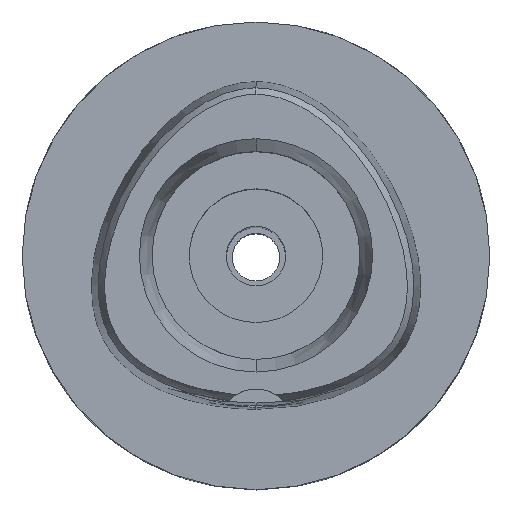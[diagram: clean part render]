
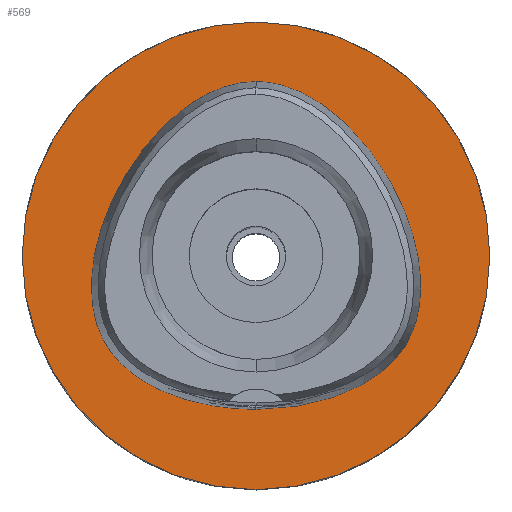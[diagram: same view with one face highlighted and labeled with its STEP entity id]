
A CAD part, top view. The second image highlights one B-rep face of the part: STEP entity #569.
In plain terms, the highlighted planar face has unit normal (0, 0, 1).
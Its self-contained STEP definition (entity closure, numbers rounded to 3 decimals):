
#31 = CARTESIAN_POINT ( 'NONE',  ( 0., 0., 0. ) ) ;
#133 = CARTESIAN_POINT ( 'NONE',  ( -20.35, -11.749, 0. ) ) ;
#151 = EDGE_LOOP ( 'NONE', ( #4379, #2025 ) ) ;
#155 = CARTESIAN_POINT ( 'NONE',  ( -5.098, 22.526, 0. ) ) ;
#289 = CIRCLE ( 'NONE', #5418, 31.5 ) ;
#359 = CARTESIAN_POINT ( 'NONE',  ( 21.555, -8.996, 0. ) ) ;
#416 = EDGE_LOOP ( 'NONE', ( #587, #1554 ) ) ;
#439 = CARTESIAN_POINT ( 'NONE',  ( 0., 23.475, 0. ) ) ;
#460 = B_SPLINE_CURVE_WITH_KNOTS ( 'NONE', 3,
 ( #1648, #871, #4244, #2600, #1301, #3829, #5513, #4275, #5568, #2151, #359, #3012, #4196, #3877, #765, #2929, #5089, #5545, #791, #4716, #3423, #1748, #439 ),
 .UNSPECIFIED., .F., .F.,
 ( 4, 1, 1, 1, 1, 1, 1, 1, 1, 1, 1, 1, 1, 1, 1, 1, 1, 1, 1, 1, 4 ),
 ( 0., 0.083, 0.167, 0.208, 0.25, 0.292, 0.312, 0.333, 0.354, 0.375, 0.417, 0.458, 0.5, 0.583, 0.667, 0.75, 0.833, 0.875, 0.917, 0.958, 1. ),
 .UNSPECIFIED. ) ;
#497 = VERTEX_POINT ( 'NONE', #3846 ) ;
#569 = ADVANCED_FACE ( 'NONE', ( #3033, #2642 ), #5559, .F. ) ;
#586 = CARTESIAN_POINT ( 'NONE',  ( -7.571, 21.315, 0. ) ) ;
#587 = ORIENTED_EDGE ( 'NONE', *, *, #4481, .F. ) ;
#670 = CARTESIAN_POINT ( 'NONE',  ( -22.245, -4.1, 0. ) ) ;
#765 = CARTESIAN_POINT ( 'NONE',  ( 20.749, 4.657, 0. ) ) ;
#791 = CARTESIAN_POINT ( 'NONE',  ( 7.571, 21.315, 0. ) ) ;
#804 = DIRECTION ( 'NONE',  ( 0., 1., 0. ) ) ;
#871 = CARTESIAN_POINT ( 'NONE',  ( 2.114, -20.675, 0. ) ) ;
#1051 = CARTESIAN_POINT ( 'NONE',  ( -20.749, 4.657, 0. ) ) ;
#1078 = CARTESIAN_POINT ( 'NONE',  ( -21.555, -8.996, 0. ) ) ;
#1286 = B_SPLINE_CURVE_WITH_KNOTS ( 'NONE', 3,
 ( #4947, #3659, #4523, #155, #586, #5402, #1509, #1561, #1051, #4918, #670, #1925, #1078, #3597, #133, #2792, #1897, #2411, #1877, #5378, #1476, #3182, #3155 ),
 .UNSPECIFIED., .F., .F.,
 ( 4, 1, 1, 1, 1, 1, 1, 1, 1, 1, 1, 1, 1, 1, 1, 1, 1, 1, 1, 1, 4 ),
 ( 0., 0.042, 0.083, 0.125, 0.167, 0.25, 0.333, 0.417, 0.5, 0.542, 0.583, 0.625, 0.646, 0.667, 0.688, 0.708, 0.75, 0.792, 0.833, 0.917, 1. ),
 .UNSPECIFIED. ) ;
#1301 = CARTESIAN_POINT ( 'NONE',  ( 14.673, -17.214, 0. ) ) ;
#1476 = CARTESIAN_POINT ( 'NONE',  ( -6.341, -20.298, 0. ) ) ;
#1509 = CARTESIAN_POINT ( 'NONE',  ( -14.408, 15.641, 0. ) ) ;
#1554 = ORIENTED_EDGE ( 'NONE', *, *, #2352, .F. ) ;
#1561 = CARTESIAN_POINT ( 'NONE',  ( -18.068, 10.432, 0. ) ) ;
#1648 = CARTESIAN_POINT ( 'NONE',  ( 0., -20.675, 0. ) ) ;
#1665 = CARTESIAN_POINT ( 'NONE',  ( 0., 0., 0. ) ) ;
#1748 = CARTESIAN_POINT ( 'NONE',  ( 0.855, 23.475, 0. ) ) ;
#1764 = DIRECTION ( 'NONE',  ( 0., 0., -1. ) ) ;
#1877 = CARTESIAN_POINT ( 'NONE',  ( -14.673, -17.214, 0. ) ) ;
#1897 = CARTESIAN_POINT ( 'NONE',  ( -18.568, -14.169, 0. ) ) ;
#1925 = CARTESIAN_POINT ( 'NONE',  ( -22.057, -6.848, 0. ) ) ;
#2025 = ORIENTED_EDGE ( 'NONE', *, *, #4152, .F. ) ;
#2151 = CARTESIAN_POINT ( 'NONE',  ( 20.932, -10.604, 0. ) ) ;
#2352 = EDGE_CURVE ( 'NONE', #497, #4040, #460, .T. ) ;
#2411 = CARTESIAN_POINT ( 'NONE',  ( -16.959, -15.678, 0. ) ) ;
#2600 = CARTESIAN_POINT ( 'NONE',  ( 11.233, -18.893, 0. ) ) ;
#2642 = FACE_BOUND ( 'NONE', #416, .T. ) ;
#2723 = CARTESIAN_POINT ( 'NONE',  ( 0., -31.5, 0. ) ) ;
#2770 = DIRECTION ( 'NONE',  ( 0., -1., 0. ) ) ;
#2792 = CARTESIAN_POINT ( 'NONE',  ( -19.649, -12.825, 0. ) ) ;
#2929 = CARTESIAN_POINT ( 'NONE',  ( 18.068, 10.432, 0. ) ) ;
#3012 = CARTESIAN_POINT ( 'NONE',  ( 22.057, -6.848, 0. ) ) ;
#3033 = FACE_OUTER_BOUND ( 'NONE', #151, .T. ) ;
#3035 = VERTEX_POINT ( 'NONE', #2723 ) ;
#3153 = VERTEX_POINT ( 'NONE', #3528 ) ;
#3155 = CARTESIAN_POINT ( 'NONE',  ( 0., -20.675, 0. ) ) ;
#3182 = CARTESIAN_POINT ( 'NONE',  ( -2.114, -20.675, 0. ) ) ;
#3423 = CARTESIAN_POINT ( 'NONE',  ( 2.565, 23.293, 0. ) ) ;
#3430 = AXIS2_PLACEMENT_3D ( 'NONE', #1665, #5500, #804 ) ;
#3466 = EDGE_CURVE ( 'NONE', #3153, #3035, #3612, .T. ) ;
#3528 = CARTESIAN_POINT ( 'NONE',  ( 0., 31.5, 0. ) ) ;
#3597 = CARTESIAN_POINT ( 'NONE',  ( -20.932, -10.604, 0. ) ) ;
#3612 = CIRCLE ( 'NONE', #3430, 31.5 ) ;
#3659 = CARTESIAN_POINT ( 'NONE',  ( -0.855, 23.475, 0. ) ) ;
#3819 = DIRECTION ( 'NONE',  ( 0., 0., -1. ) ) ;
#3829 = CARTESIAN_POINT ( 'NONE',  ( 16.959, -15.678, 0. ) ) ;
#3846 = CARTESIAN_POINT ( 'NONE',  ( 0., -20.675, 0. ) ) ;
#3877 = CARTESIAN_POINT ( 'NONE',  ( 21.978, -0.281, 0. ) ) ;
#4040 = VERTEX_POINT ( 'NONE', #4322 ) ;
#4152 = EDGE_CURVE ( 'NONE', #3035, #3153, #289, .T. ) ;
#4196 = CARTESIAN_POINT ( 'NONE',  ( 22.245, -4.1, 0. ) ) ;
#4235 = DIRECTION ( 'NONE',  ( 0., -1., 0. ) ) ;
#4244 = CARTESIAN_POINT ( 'NONE',  ( 6.341, -20.298, 0. ) ) ;
#4275 = CARTESIAN_POINT ( 'NONE',  ( 19.649, -12.825, 0. ) ) ;
#4292 = CARTESIAN_POINT ( 'NONE',  ( 0., 0., 0. ) ) ;
#4322 = CARTESIAN_POINT ( 'NONE',  ( 0., 23.475, 0. ) ) ;
#4379 = ORIENTED_EDGE ( 'NONE', *, *, #3466, .F. ) ;
#4481 = EDGE_CURVE ( 'NONE', #4040, #497, #1286, .T. ) ;
#4523 = CARTESIAN_POINT ( 'NONE',  ( -2.565, 23.293, 0. ) ) ;
#4716 = CARTESIAN_POINT ( 'NONE',  ( 5.098, 22.526, 0. ) ) ;
#4721 = AXIS2_PLACEMENT_3D ( 'NONE', #4292, #3819, #4235 ) ;
#4918 = CARTESIAN_POINT ( 'NONE',  ( -21.978, -0.281, 0. ) ) ;
#4947 = CARTESIAN_POINT ( 'NONE',  ( 0., 23.475, 0. ) ) ;
#5089 = CARTESIAN_POINT ( 'NONE',  ( 14.408, 15.641, 0. ) ) ;
#5378 = CARTESIAN_POINT ( 'NONE',  ( -11.233, -18.893, 0. ) ) ;
#5402 = CARTESIAN_POINT ( 'NONE',  ( -10.746, 19.174, 0. ) ) ;
#5418 = AXIS2_PLACEMENT_3D ( 'NONE', #31, #1764, #2770 ) ;
#5500 = DIRECTION ( 'NONE',  ( 0., 0., -1. ) ) ;
#5513 = CARTESIAN_POINT ( 'NONE',  ( 18.568, -14.169, 0. ) ) ;
#5545 = CARTESIAN_POINT ( 'NONE',  ( 10.746, 19.174, 0. ) ) ;
#5559 = PLANE ( 'NONE',  #4721 ) ;
#5568 = CARTESIAN_POINT ( 'NONE',  ( 20.35, -11.749, 0. ) ) ;
